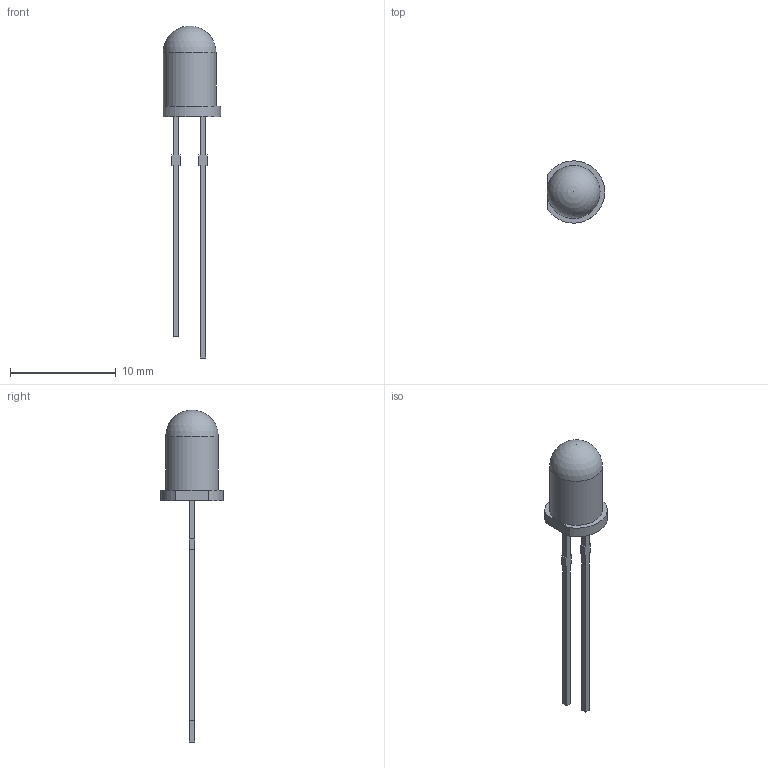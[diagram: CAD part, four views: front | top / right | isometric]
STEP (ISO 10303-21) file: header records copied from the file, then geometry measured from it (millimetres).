
FILE_DESCRIPTION(('FreeCAD Model'),'2;1');
FILE_NAME('Open CASCADE Shape Model','2023-10-21T16:22:27',( 'kicad StepUp'),('ksu MCAD'),'Open CASCADE STEP processor 7.6', 'FreeCAD','Unknown');
FILE_SCHEMA(('AUTOMOTIVE_DESIGN { 1 0 10303 214 1 1 1 1 }'));
Length unit declared in the file: millimetre
Products named in the file (6): Green Detailed 5MM LED; Glass Round 5mm003; Pin Two MKIII; Pin One MKIII; Body; Bond Wire011
Assembly tree (5 placements, depth 2):
  Green Detailed 5MM LED
    Glass Round 5mm003
    Pin Two MKIII
    Pin One MKIII
    Body
    Bond Wire011
Bounding box: 5.45 x 5.9 x 31.4 mm (x, y, z)
Volume: 173.4 mm3; surface area: 282.1 mm2
Topology: 5 solids, 5 shells, 103 faces, 233 edges, 141 vertices
Faces by surface type: plane 53, bspline 38, cylinder 5, cone 5, sphere 1, revolution 1
Full cylindrical faces by diameter (mm): 0.045 x1, 5 x1
Entity records: 4530 total; most frequent: CARTESIAN_POINT 2323, ORIENTED_EDGE 464, DIRECTION 336, EDGE_CURVE 232, VERTEX_POINT 141, LINE 131, VECTOR 131, FACE_BOUND 106
